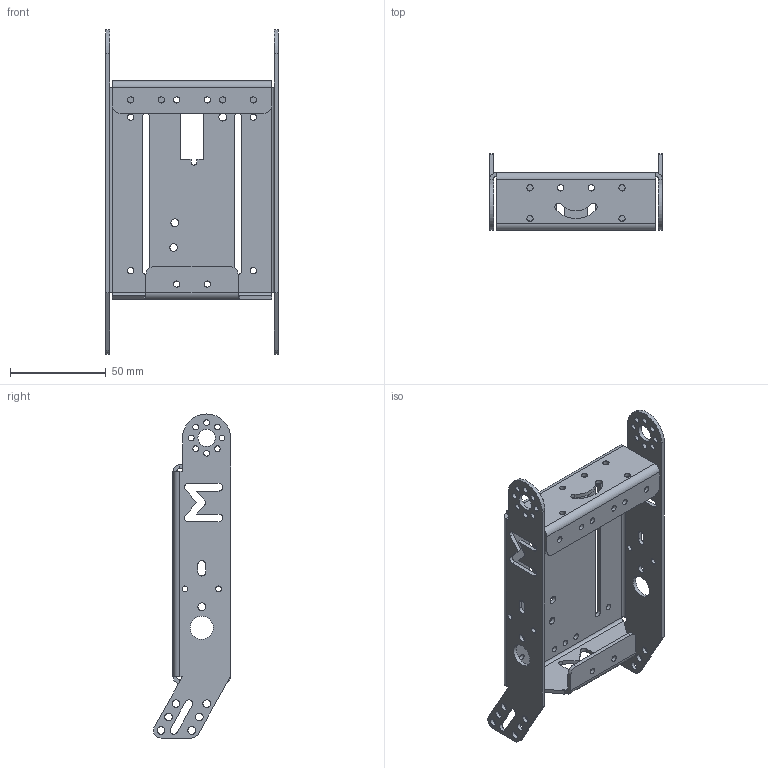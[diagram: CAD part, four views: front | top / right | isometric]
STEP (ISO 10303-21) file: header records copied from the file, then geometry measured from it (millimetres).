
FILE_DESCRIPTION(/* description */ (''),/* implementation_level */ '2;1');
FILE_NAME(/* name */ 'mBot_Base.stp',/* time_stamp */ '2017-07-28T15:25:44+02:00',/* author */ ('drobles'),/* organization */ (''),/* preprocessor_version */ 'ST-DEVELOPER v16.5',/* originating_system */ 'Autodesk Inventor 2017',/* authorisation */ '');
FILE_SCHEMA (('AUTOMOTIVE_DESIGN { 1 0 10303 214 3 1 1 }'));
Length unit declared in the file: centimetre
Products named in the file (1): mBot_Base
Bounding box: 90 x 40.16 x 169 mm (x, y, z)
Volume: 43713.7 mm3; surface area: 48936.5 mm2
Topology: 1 solids, 1 shells, 219 faces, 670 edges, 453 vertices
Faces by surface type: cylinder 123, plane 96
Full cylindrical faces by diameter (mm): 3 x20, 3.24 x23, 4 x17, 9 x2, 12 x2
Entity records: 7092 total; most frequent: DIRECTION 1233, CARTESIAN_POINT 1161, ORIENTED_EDGE 1094, EDGE_CURVE 547, AXIS2_PLACEMENT_3D 466, EDGE_LOOP 435, VERTEX_POINT 394, LINE 301
